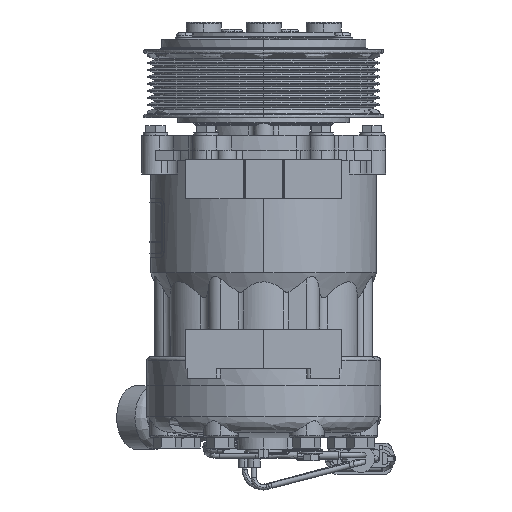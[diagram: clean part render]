
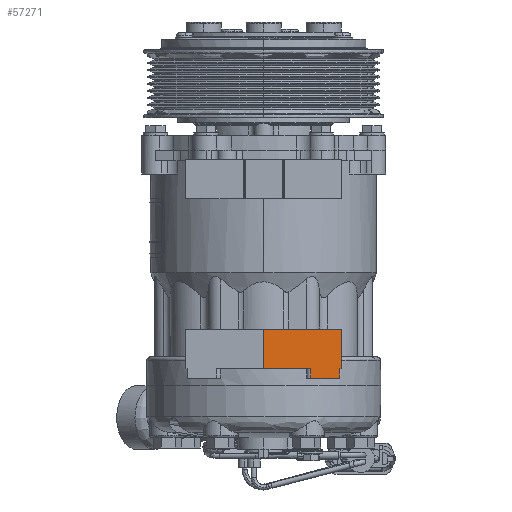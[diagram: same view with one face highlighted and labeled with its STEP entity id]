
A CAD part, front view. The second image highlights one B-rep face of the part: STEP entity #57271.
In plain terms, the highlighted planar face has unit normal (0.035, -0.999, 0).
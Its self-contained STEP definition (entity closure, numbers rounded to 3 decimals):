
#48868 = VERTEX_POINT ( 'NONE', #88788 ) ;
#48897 = VERTEX_POINT ( 'NONE', #88896 ) ;
#48921 = EDGE_CURVE ( 'NONE', #49154, #48897, #88921, .T. ) ;
#49154 = VERTEX_POINT ( 'NONE', #89937 ) ;
#49217 = EDGE_CURVE ( 'NONE', #49244, #48868, #90287, .T. ) ;
#49244 = VERTEX_POINT ( 'NONE', #90336 ) ;
#55271 = VERTEX_POINT ( 'NONE', #109767 ) ;
#55512 = EDGE_CURVE ( 'NONE', #48868, #49154, #110071, .T. ) ;
#55581 = EDGE_CURVE ( 'NONE', #55271, #48897, #110130, .T. ) ;
#56675 = EDGE_CURVE ( 'NONE', #55271, #57068, #112901, .T. ) ;
#56965 = EDGE_CURVE ( 'NONE', #57068, #57386, #113842, .T. ) ;
#57068 = VERTEX_POINT ( 'NONE', #114076 ) ;
#57142 = VERTEX_POINT ( 'NONE', #114161 ) ;
#57152 = EDGE_LOOP ( 'NONE', ( #57457, #57194, #57532, #57282, #57312, #57225, #57311, #57499 ) ) ;
#57194 = ORIENTED_EDGE ( 'NONE', *, *, #56965, .T. ) ;
#57198 = EDGE_CURVE ( 'NONE', #57142, #57386, #114232, .T. ) ;
#57225 = ORIENTED_EDGE ( 'NONE', *, *, #55512, .T. ) ;
#57271 = ADVANCED_FACE ( 'NONE', ( #114281 ), #114279, .T. ) ;
#57282 = ORIENTED_EDGE ( 'NONE', *, *, #57414, .T. ) ;
#57311 = ORIENTED_EDGE ( 'NONE', *, *, #48921, .T. ) ;
#57312 = ORIENTED_EDGE ( 'NONE', *, *, #49217, .T. ) ;
#57386 = VERTEX_POINT ( 'NONE', #114955 ) ;
#57414 = EDGE_CURVE ( 'NONE', #57142, #49244, #114988, .T. ) ;
#57457 = ORIENTED_EDGE ( 'NONE', *, *, #56675, .T. ) ;
#57499 = ORIENTED_EDGE ( 'NONE', *, *, #55581, .F. ) ;
#57532 = ORIENTED_EDGE ( 'NONE', *, *, #57198, .F. ) ;
#88788 = CARTESIAN_POINT ( 'NONE',  ( 139.219, -239.413, 111.982 ) ) ;
#88896 = CARTESIAN_POINT ( 'NONE',  ( 154.139, -238.892, 106.982 ) ) ;
#88912 = DIRECTION ( 'NONE',  ( 0.999, 0.035, 0. ) ) ;
#88913 = VECTOR ( 'NONE', #88912, 1000. ) ;
#88920 = CARTESIAN_POINT ( 'NONE',  ( 139.219, -239.413, 106.982 ) ) ;
#88921 = LINE ( 'NONE', #88920, #88913 ) ;
#89937 = CARTESIAN_POINT ( 'NONE',  ( 139.219, -239.413, 106.982 ) ) ;
#90241 = DIRECTION ( 'NONE',  ( 0.999, 0.035, 0. ) ) ;
#90242 = CARTESIAN_POINT ( 'NONE',  ( 115.138, -240.253, 111.982 ) ) ;
#90257 = VECTOR ( 'NONE', #90241, 1000. ) ;
#90287 = LINE ( 'NONE', #90242, #90257 ) ;
#90336 = CARTESIAN_POINT ( 'NONE',  ( 115.138, -240.253, 111.982 ) ) ;
#109767 = CARTESIAN_POINT ( 'NONE',  ( 154.139, -238.892, 111.982 ) ) ;
#110060 = DIRECTION ( 'NONE',  ( 0., 0., -1. ) ) ;
#110061 = VECTOR ( 'NONE', #110060, 1000. ) ;
#110070 = CARTESIAN_POINT ( 'NONE',  ( 139.219, -239.413, 111.982 ) ) ;
#110071 = LINE ( 'NONE', #110070, #110061 ) ;
#110104 = DIRECTION ( 'NONE',  ( 0., 0., -1. ) ) ;
#110105 = VECTOR ( 'NONE', #110104, 1000. ) ;
#110106 = CARTESIAN_POINT ( 'NONE',  ( 154.139, -238.892, 106.982 ) ) ;
#110130 = LINE ( 'NONE', #110106, #110105 ) ;
#112887 = DIRECTION ( 'NONE',  ( 0.999, 0.035, 0. ) ) ;
#112888 = VECTOR ( 'NONE', #112887, 1000. ) ;
#112889 = CARTESIAN_POINT ( 'NONE',  ( 115.138, -240.253, 111.982 ) ) ;
#112901 = LINE ( 'NONE', #112889, #112888 ) ;
#113840 = CARTESIAN_POINT ( 'NONE',  ( 155.138, -238.857, 121.982 ) ) ;
#113842 = LINE ( 'NONE', #113840, #113887 ) ;
#113886 = DIRECTION ( 'NONE',  ( 0., 0., 1. ) ) ;
#113887 = VECTOR ( 'NONE', #113886, 1000. ) ;
#114076 = CARTESIAN_POINT ( 'NONE',  ( 155.138, -238.857, 111.982 ) ) ;
#114161 = CARTESIAN_POINT ( 'NONE',  ( 115.138, -240.253, 131.982 ) ) ;
#114219 = DIRECTION ( 'NONE',  ( 0.999, 0.035, 0. ) ) ;
#114220 = VECTOR ( 'NONE', #114219, 1000. ) ;
#114221 = CARTESIAN_POINT ( 'NONE',  ( 115.138, -240.253, 131.982 ) ) ;
#114232 = LINE ( 'NONE', #114221, #114220 ) ;
#114278 = AXIS2_PLACEMENT_3D ( 'NONE', #114286, #114288, #114381 ) ;
#114279 = PLANE ( 'NONE',  #114278 ) ;
#114281 = FACE_OUTER_BOUND ( 'NONE', #57152, .T. ) ;
#114286 = CARTESIAN_POINT ( 'NONE',  ( 115.138, -240.253, 111.982 ) ) ;
#114288 = DIRECTION ( 'NONE',  ( 0.035, -0.999, 0. ) ) ;
#114381 = DIRECTION ( 'NONE',  ( -0.999, -0.035, 0. ) ) ;
#114955 = CARTESIAN_POINT ( 'NONE',  ( 155.138, -238.857, 131.982 ) ) ;
#114981 = DIRECTION ( 'NONE',  ( 0., 0., -1. ) ) ;
#114986 = VECTOR ( 'NONE', #114981, 1000. ) ;
#114987 = CARTESIAN_POINT ( 'NONE',  ( 115.138, -240.253, 111.982 ) ) ;
#114988 = LINE ( 'NONE', #114987, #114986 ) ;
